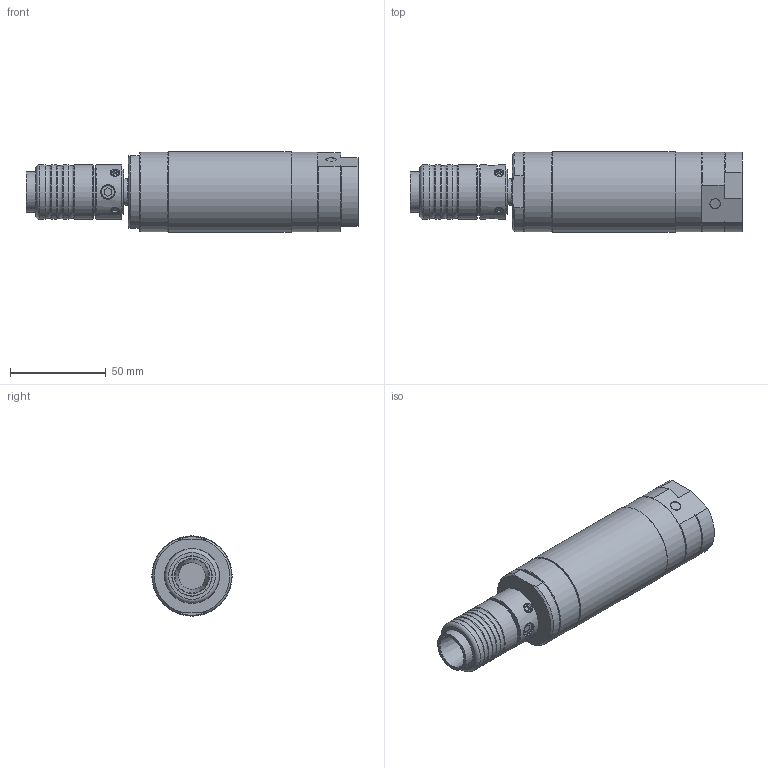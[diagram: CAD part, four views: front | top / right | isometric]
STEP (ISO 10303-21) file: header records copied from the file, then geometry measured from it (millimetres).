
FILE_DESCRIPTION(/* description */ ('EBM 38-5200 WS-ST'),/* implementation_level */ '2;1');
FILE_NAME(/* name */ 'EBM 38-5200 WS-ST_60057087.stp',/* time_stamp */ '2023-08-07T10:44:55+02:00',/* author */ ('DSteinicke'),/* organization */ (''),/* preprocessor_version */ 'ST-DEVELOPER v19.2',/* originating_system */ 'Autodesk Inventor 2024',/* authorisation */ '');
FILE_SCHEMA (('AUTOMOTIVE_DESIGN { 1 0 10303 214 3 1 1 }'));
Length unit declared in the file: millimetre
Products named in the file (1): 60057087
Bounding box: 173.5 x 42 x 42 mm (x, y, z)
Volume: 189224.8 mm3; surface area: 25834.6 mm2
Topology: 1 solids, 5 shells, 239 faces, 573 edges, 379 vertices
Faces by surface type: plane 140, cylinder 46, cone 30, bspline 17, torus 6
Full cylindrical faces by diameter (mm): 5.5 x1, 6.647 x2, 11.445 x2, 13.8 x1, 14 x1, 14.95 x1, 16 x1, 21 x1, 21.1 x1, 23 x1, 25 x1, 28.4 x4, 28.6 x1, 40 x1, 41.5 x2, 42 x1
Entity records: 8539 total; most frequent: CARTESIAN_POINT 2715, ORIENTED_EDGE 1146, DIRECTION 1101, EDGE_CURVE 573, AXIS2_PLACEMENT_3D 389, VERTEX_POINT 379, LINE 323, VECTOR 323
